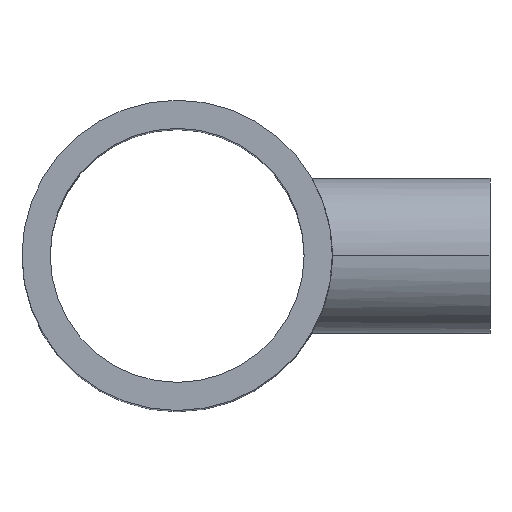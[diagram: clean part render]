
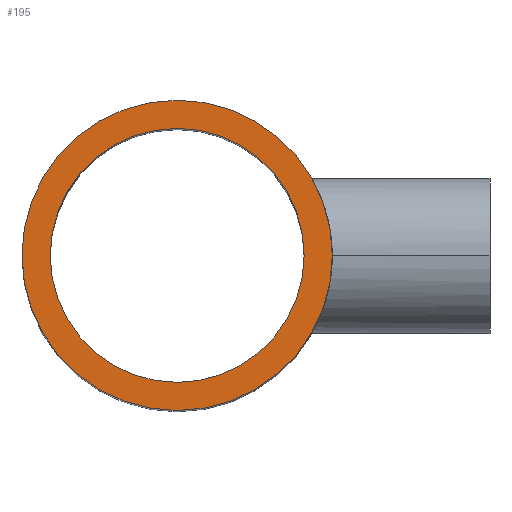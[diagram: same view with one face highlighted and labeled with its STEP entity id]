
A CAD part, top view. The second image highlights one B-rep face of the part: STEP entity #195.
In plain terms, the highlighted planar face has unit normal (0, 0, 1).
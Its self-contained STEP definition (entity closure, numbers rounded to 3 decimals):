
#23 = CARTESIAN_POINT ( 'NONE',  ( 0., 0., 295. ) ) ;
#40 = CIRCLE ( 'NONE', #308, 125. ) ;
#83 = CARTESIAN_POINT ( 'NONE',  ( -102.3, 0., 295. ) ) ;
#106 = DIRECTION ( 'NONE',  ( 1., 0., 0. ) ) ;
#121 = ORIENTED_EDGE ( 'NONE', *, *, #325, .F. ) ;
#124 = VERTEX_POINT ( 'NONE', #438 ) ;
#126 = DIRECTION ( 'NONE',  ( 1., 0., 0. ) ) ;
#148 = CIRCLE ( 'NONE', #350, 102.3 ) ;
#151 = DIRECTION ( 'NONE',  ( 1., 0., 0. ) ) ;
#178 = DIRECTION ( 'NONE',  ( 0., 0., 1. ) ) ;
#180 = FACE_BOUND ( 'NONE', #366, .T. ) ;
#193 = DIRECTION ( 'NONE',  ( 1., 0., 0. ) ) ;
#195 = ADVANCED_FACE ( 'NONE', ( #498, #180 ), #504, .T. ) ;
#198 = DIRECTION ( 'NONE',  ( 0., 0., 1. ) ) ;
#218 = ORIENTED_EDGE ( 'NONE', *, *, #665, .T. ) ;
#257 = CARTESIAN_POINT ( 'NONE',  ( 0., 0., 295. ) ) ;
#289 = DIRECTION ( 'NONE',  ( 1., 0., 0. ) ) ;
#306 = DIRECTION ( 'NONE',  ( 0., 0., 1. ) ) ;
#308 = AXIS2_PLACEMENT_3D ( 'NONE', #23, #655, #289 ) ;
#318 = CIRCLE ( 'NONE', #520, 125. ) ;
#325 = EDGE_CURVE ( 'NONE', #644, #124, #148, .T. ) ;
#350 = AXIS2_PLACEMENT_3D ( 'NONE', #437, #178, #126 ) ;
#352 = CARTESIAN_POINT ( 'NONE',  ( 0., 0., 295. ) ) ;
#366 = EDGE_LOOP ( 'NONE', ( #121, #635 ) ) ;
#374 = EDGE_CURVE ( 'NONE', #124, #644, #553, .T. ) ;
#426 = ORIENTED_EDGE ( 'NONE', *, *, #551, .T. ) ;
#428 = VERTEX_POINT ( 'NONE', #612 ) ;
#437 = CARTESIAN_POINT ( 'NONE',  ( 0., 0., 295. ) ) ;
#438 = CARTESIAN_POINT ( 'NONE',  ( 102.3, 0., 295. ) ) ;
#451 = CARTESIAN_POINT ( 'NONE',  ( -125., 0., 295. ) ) ;
#495 = AXIS2_PLACEMENT_3D ( 'NONE', #569, #306, #193 ) ;
#498 = FACE_OUTER_BOUND ( 'NONE', #588, .T. ) ;
#504 = PLANE ( 'NONE',  #495 ) ;
#520 = AXIS2_PLACEMENT_3D ( 'NONE', #257, #198, #151 ) ;
#536 = VERTEX_POINT ( 'NONE', #451 ) ;
#551 = EDGE_CURVE ( 'NONE', #428, #536, #40, .T. ) ;
#553 = CIRCLE ( 'NONE', #600, 102.3 ) ;
#568 = DIRECTION ( 'NONE',  ( 0., 0., 1. ) ) ;
#569 = CARTESIAN_POINT ( 'NONE',  ( 0., 0., 295. ) ) ;
#588 = EDGE_LOOP ( 'NONE', ( #218, #426 ) ) ;
#600 = AXIS2_PLACEMENT_3D ( 'NONE', #352, #568, #106 ) ;
#612 = CARTESIAN_POINT ( 'NONE',  ( 125., 0., 295. ) ) ;
#635 = ORIENTED_EDGE ( 'NONE', *, *, #374, .F. ) ;
#644 = VERTEX_POINT ( 'NONE', #83 ) ;
#655 = DIRECTION ( 'NONE',  ( 0., 0., 1. ) ) ;
#665 = EDGE_CURVE ( 'NONE', #536, #428, #318, .T. ) ;
